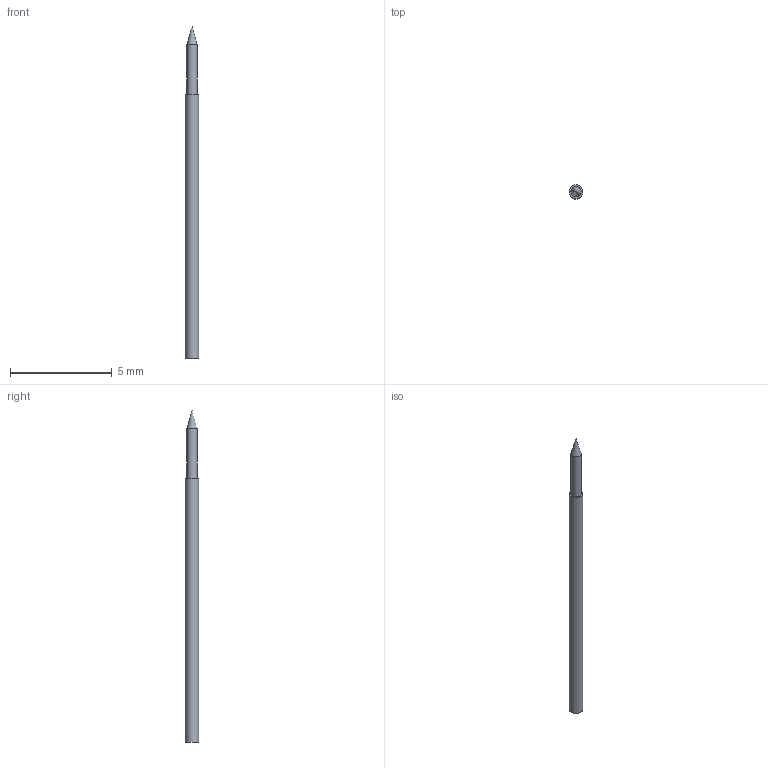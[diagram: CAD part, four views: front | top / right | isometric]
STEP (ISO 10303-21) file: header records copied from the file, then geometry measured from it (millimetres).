
FILE_DESCRIPTION(('FreeCAD Model'),'2;1');
FILE_NAME('P50-E1.step','2018-03-27T09:25:11',('kicad StepUp'),('ksu MCAD'), 'Open CASCADE STEP processor 6.8','FreeCAD','Unknown');
FILE_SCHEMA(('AUTOMOTIVE_DESIGN_CC2 { 1 2 10303 214 -1 1 5 4 }'));
Length unit declared in the file: millimetre
Products named in the file (2): ASSEMBLY; P50-E1
Assembly tree (1 placements, depth 2):
  ASSEMBLY
    P50-E1
Bounding box: 0.68 x 0.68 x 16.35 mm (x, y, z)
Volume: 5.3 mm3; surface area: 32.9 mm2
Topology: 1 solids, 1 shells, 5 faces, 8 edges, 5 vertices
Faces by surface type: cylinder 2, plane 2, cone 1
Full cylindrical faces by diameter (mm): 0.5 x1, 0.68 x1
Entity records: 179 total; most frequent: DIRECTION 25, CARTESIAN_POINT 19, ORIENTED_EDGE 14, AXIS2_PLACEMENT_3D 11, EDGE_CURVE 7, FACE_BOUND 6, EDGE_LOOP 6, ADVANCED_FACE 5
